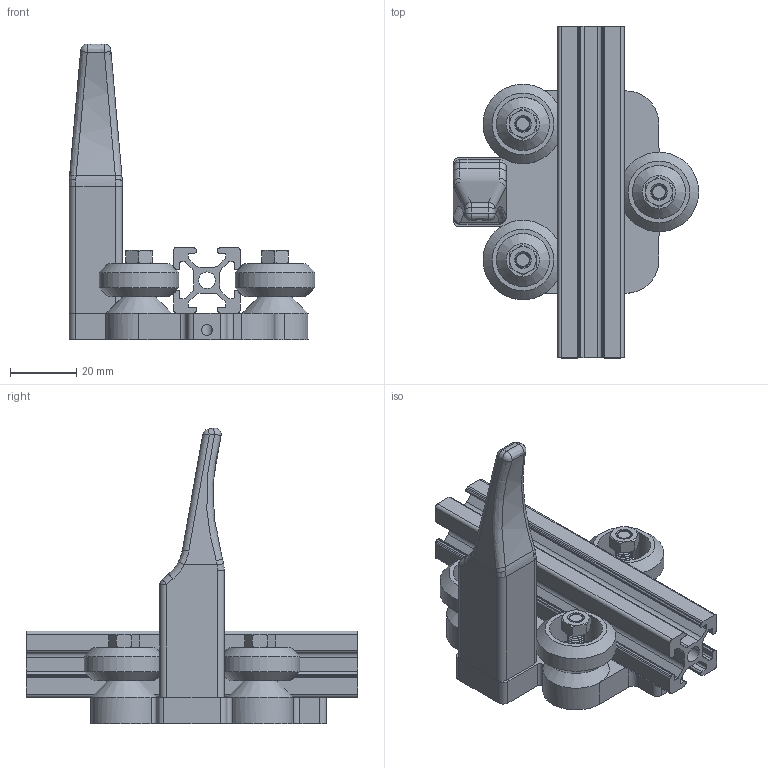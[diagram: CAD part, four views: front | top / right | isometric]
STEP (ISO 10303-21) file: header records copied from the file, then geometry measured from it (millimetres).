
FILE_DESCRIPTION(/* description */ (''),/* implementation_level */ '2;1');
FILE_NAME(/* name */ 'roller-plate.step',/* time_stamp */ '2019-05-07T08:10:49-04:00',/* author */ ('Adafruit'),/* organization */ (''),/* preprocessor_version */ 'ST-DEVELOPER v18',/* originating_system */ 'Autodesk Translation Framework v8.2.0.1029',/* authorisation */ '');
FILE_SCHEMA (('AUTOMOTIVE_DESIGN { 1 0 10303 214 3 1 1 }'));
Length unit declared in the file: millimetre
Products named in the file (11): Tri Bearing Plate; Tri Plate; hardware; 2020x100mm aluminum extrusion v1; wheels; wheel; screws; m4x20mm; nuts; M5 hexnut; roller plate handle v9
Assembly tree (16 placements, depth 4):
  Tri Bearing Plate
    Tri Plate
    hardware
      2020x100mm aluminum extrusion v1
      wheels
        wheel  x3
      screws
        m4x20mm  x3
      nuts
        M5 hexnut  x3
    roller plate handle v9
Bounding box: 74 x 100 x 89.17 mm (x, y, z)
Volume: 67187.3 mm3; surface area: 39372.2 mm2
Topology: 12 solids, 12 shells, 528 faces, 1368 edges, 870 vertices
Faces by surface type: cylinder 278, plane 136, cone 83, bspline 23, sphere 6, torus 2
Full cylindrical faces by diameter (mm): 3.4 x6, 3.961 x69, 4.6 x2, 5 x73, 5.4 x3, 6.5 x4, 10 x3, 11 x3, 16 x3, 24 x3
Entity records: 16095 total; most frequent: CARTESIAN_POINT 8085, ORIENTED_EDGE 1660, DIRECTION 1593, EDGE_CURVE 830, AXIS2_PLACEMENT_3D 607, VERTEX_POINT 530, LINE 379, VECTOR 379
